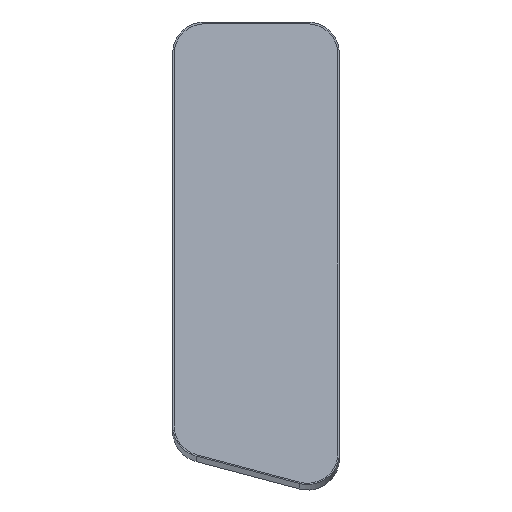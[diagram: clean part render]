
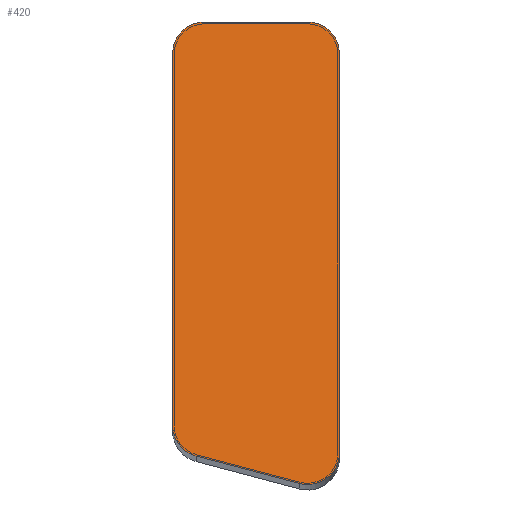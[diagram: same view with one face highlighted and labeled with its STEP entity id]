
A CAD part, left-side view. The second image highlights one B-rep face of the part: STEP entity #420.
In plain terms, the highlighted planar face has unit normal (-0.99, 0, 0.14).
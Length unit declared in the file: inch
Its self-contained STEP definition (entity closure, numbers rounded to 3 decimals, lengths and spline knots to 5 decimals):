
#45 = VERTEX_POINT ( 'NONE', #1098 ) ;
#57 = AXIS2_PLACEMENT_3D ( 'NONE', #324, #519, #1178 ) ;
#79 = PLANE ( 'NONE',  #1005 ) ;
#90 = CARTESIAN_POINT ( 'NONE',  ( 4.47999, 50.96136, 113.85149 ) ) ;
#92 = EDGE_CURVE ( 'NONE', #45, #999, #631, .T. ) ;
#93 = CIRCLE ( 'NONE', #605, 1.6 ) ;
#103 = ORIENTED_EDGE ( 'NONE', *, *, #1087, .T. ) ;
#106 = VERTEX_POINT ( 'NONE', #1187 ) ;
#114 = CARTESIAN_POINT ( 'NONE',  ( 1.40979, 45.75673, 92.12122 ) ) ;
#148 = CIRCLE ( 'NONE', #584, 1.6 ) ;
#162 = DIRECTION ( 'NONE',  ( -0.99, 0., 0.14 ) ) ;
#173 = CIRCLE ( 'NONE', #257, 1.6 ) ;
#175 = VERTEX_POINT ( 'NONE', #349 ) ;
#186 = DIRECTION ( 'NONE',  ( -0.99, 0., 0.14 ) ) ;
#193 = CARTESIAN_POINT ( 'NONE',  ( 4.23442, 52.56136, 112.11337 ) ) ;
#194 = EDGE_CURVE ( 'NONE', #1176, #45, #225, .T. ) ;
#225 = CIRCLE ( 'NONE', #57, 1.6 ) ;
#247 = ORIENTED_EDGE ( 'NONE', *, *, #736, .T. ) ;
#248 = VECTOR ( 'NONE', #528, 39.37008 ) ;
#257 = AXIS2_PLACEMENT_3D ( 'NONE', #114, #525, #995 ) ;
#324 = CARTESIAN_POINT ( 'NONE',  ( 4.25616, 45.75673, 112.26723 ) ) ;
#349 = CARTESIAN_POINT ( 'NONE',  ( 1.38857, 51.37527, 91.97104 ) ) ;
#350 = CARTESIAN_POINT ( 'NONE',  ( 4.25616, 44.15673, 112.26723 ) ) ;
#375 = CARTESIAN_POINT ( 'NONE',  ( 4.25616, 50.96136, 112.26723 ) ) ;
#393 = LINE ( 'NONE', #566, #816 ) ;
#396 = LINE ( 'NONE', #966, #464 ) ;
#409 = EDGE_CURVE ( 'NONE', #442, #1176, #393, .T. ) ;
#420 = ADVANCED_FACE ( 'NONE', ( #1038 ), #79, .T. ) ;
#442 = VERTEX_POINT ( 'NONE', #483 ) ;
#463 = EDGE_CURVE ( 'NONE', #1083, #1048, #482, .T. ) ;
#464 = VECTOR ( 'NONE', #494, 39.37008 ) ;
#476 = CARTESIAN_POINT ( 'NONE',  ( 1.40979, 45.75673, 92.12122 ) ) ;
#482 = LINE ( 'NONE', #193, #855 ) ;
#483 = CARTESIAN_POINT ( 'NONE',  ( 1.40979, 44.15673, 92.12122 ) ) ;
#494 = DIRECTION ( 'NONE',  ( -0.036, -0.966, -0.256 ) ) ;
#519 = DIRECTION ( 'NONE',  ( -0.99, 0., 0.14 ) ) ;
#522 = ORIENTED_EDGE ( 'NONE', *, *, #817, .T. ) ;
#525 = DIRECTION ( 'NONE',  ( -0.99, 0., 0.14 ) ) ;
#528 = DIRECTION ( 'NONE',  ( 0., 1., 0. ) ) ;
#543 = EDGE_LOOP ( 'NONE', ( #1189, #1067, #881, #894, #522, #1126, #247, #103 ) ) ;
#566 = CARTESIAN_POINT ( 'NONE',  ( 1.40979, 44.15673, 92.12122 ) ) ;
#584 = AXIS2_PLACEMENT_3D ( 'NONE', #1105, #637, #1086 ) ;
#605 = AXIS2_PLACEMENT_3D ( 'NONE', #375, #162, #953 ) ;
#631 = LINE ( 'NONE', #1004, #248 ) ;
#637 = DIRECTION ( 'NONE',  ( -0.99, 0., 0.14 ) ) ;
#736 = EDGE_CURVE ( 'NONE', #1048, #175, #148, .T. ) ;
#789 = CARTESIAN_POINT ( 'NONE',  ( 1.60479, 52.56136, 93.50137 ) ) ;
#816 = VECTOR ( 'NONE', #1205, 39.37008 ) ;
#817 = EDGE_CURVE ( 'NONE', #999, #1083, #93, .T. ) ;
#855 = VECTOR ( 'NONE', #1132, 39.37008 ) ;
#881 = ORIENTED_EDGE ( 'NONE', *, *, #194, .T. ) ;
#894 = ORIENTED_EDGE ( 'NONE', *, *, #92, .T. ) ;
#926 = DIRECTION ( 'NONE',  ( -0.14, 0., -0.99 ) ) ;
#953 = DIRECTION ( 'NONE',  ( 0.14, 0., 0.99 ) ) ;
#966 = CARTESIAN_POINT ( 'NONE',  ( 1.38857, 51.37527, 91.97104 ) ) ;
#995 = DIRECTION ( 'NONE',  ( -0.14, 0., -0.99 ) ) ;
#999 = VERTEX_POINT ( 'NONE', #90 ) ;
#1004 = CARTESIAN_POINT ( 'NONE',  ( 4.47999, 50.96136, 113.85149 ) ) ;
#1005 = AXIS2_PLACEMENT_3D ( 'NONE', #476, #186, #926 ) ;
#1038 = FACE_OUTER_BOUND ( 'NONE', #543, .T. ) ;
#1048 = VERTEX_POINT ( 'NONE', #789 ) ;
#1067 = ORIENTED_EDGE ( 'NONE', *, *, #409, .T. ) ;
#1083 = VERTEX_POINT ( 'NONE', #1231 ) ;
#1086 = DIRECTION ( 'NONE',  ( 0.14, 0., 0.99 ) ) ;
#1087 = EDGE_CURVE ( 'NONE', #175, #106, #396, .T. ) ;
#1098 = CARTESIAN_POINT ( 'NONE',  ( 4.47999, 45.75673, 113.85149 ) ) ;
#1105 = CARTESIAN_POINT ( 'NONE',  ( 1.60479, 50.96136, 93.50137 ) ) ;
#1126 = ORIENTED_EDGE ( 'NONE', *, *, #463, .T. ) ;
#1132 = DIRECTION ( 'NONE',  ( -0.14, 0., -0.99 ) ) ;
#1152 = EDGE_CURVE ( 'NONE', #106, #442, #173, .T. ) ;
#1176 = VERTEX_POINT ( 'NONE', #350 ) ;
#1178 = DIRECTION ( 'NONE',  ( 0.14, 0., 0.99 ) ) ;
#1187 = CARTESIAN_POINT ( 'NONE',  ( 1.19357, 46.17064, 90.59088 ) ) ;
#1189 = ORIENTED_EDGE ( 'NONE', *, *, #1152, .T. ) ;
#1205 = DIRECTION ( 'NONE',  ( 0.14, 0., 0.99 ) ) ;
#1231 = CARTESIAN_POINT ( 'NONE',  ( 4.25616, 52.56136, 112.26723 ) ) ;
